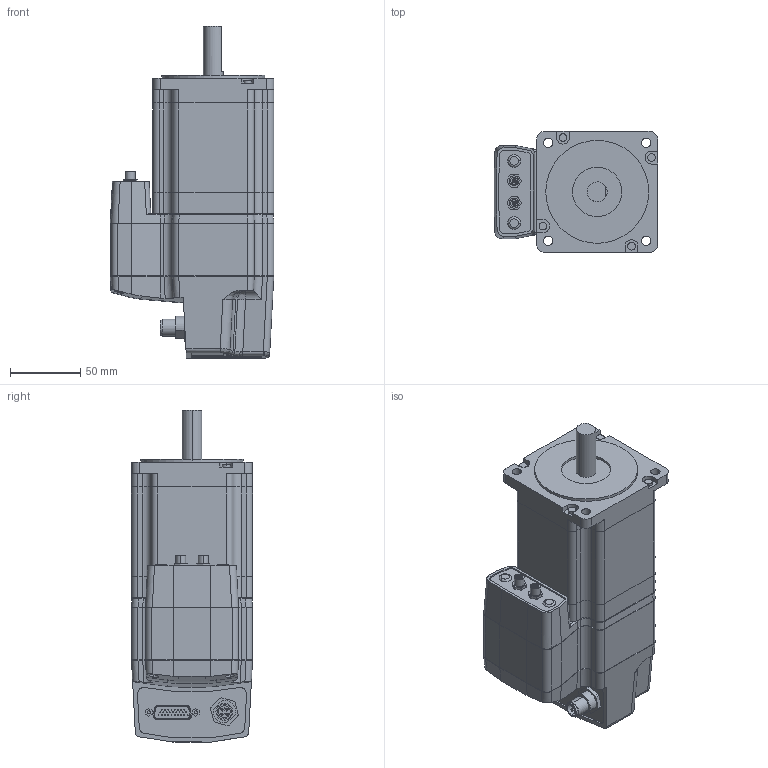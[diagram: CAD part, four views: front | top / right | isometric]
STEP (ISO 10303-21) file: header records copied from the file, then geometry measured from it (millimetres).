
FILE_DESCRIPTION (( 'STEP AP203' ), '1' );
FILE_NAME ('NMS34-BE01T12A.step', '2025-05-27T00:07:04', ( '' ), ( '' ), 'SwSTEP 2.0', 'SolidWorks 2019', '' );
FILE_SCHEMA (( 'CONFIG_CONTROL_DESIGN' ));
Length unit declared in the file: millimetre
Products named in the file (2): NMS34-BE01T12A; NMS34_motor_NMS34-BE01T12A
Assembly tree (1 placements, depth 2):
  NMS34-BE01T12A
    NMS34_motor_NMS34-BE01T12A
Bounding box: 116 x 85.85 x 235.5 mm (x, y, z)
Volume: 1367878.6 mm3; surface area: 135233.4 mm2
Topology: 16 solids, 16 shells, 755 faces, 1883 edges, 1238 vertices
Faces by surface type: plane 379, cylinder 313, bspline 48, cone 9, torus 4, sphere 2
Entity records: 23512 total; most frequent: CARTESIAN_POINT 5362, ORIENTED_EDGE 3766, DIRECTION 3719, EDGE_CURVE 1883, AXIS2_PLACEMENT_3D 1303, VERTEX_POINT 1238, LINE 1113, VECTOR 1113
